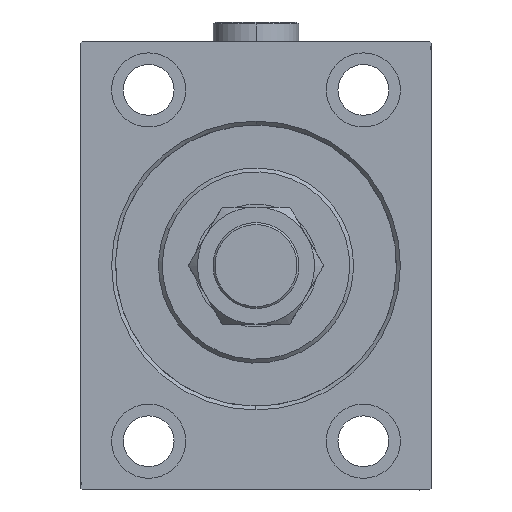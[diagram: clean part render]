
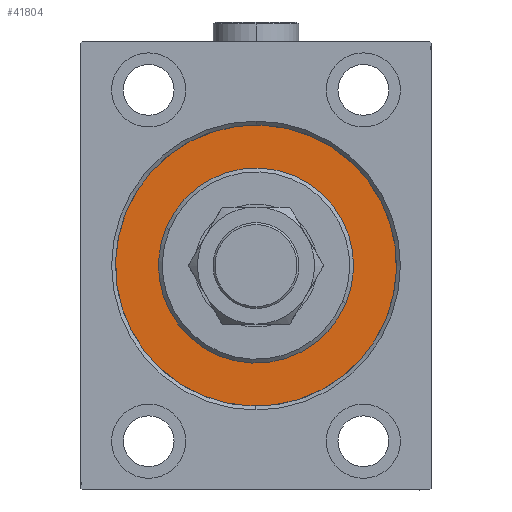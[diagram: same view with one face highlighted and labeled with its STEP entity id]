
A CAD part, left-side view. The second image highlights one B-rep face of the part: STEP entity #41804.
In plain terms, the highlighted face is planar.
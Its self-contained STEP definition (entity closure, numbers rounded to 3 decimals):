
#540 = EDGE_CURVE ( 'NONE', #24137, #6935, #13254, .T. ) ;
#1778 = FACE_BOUND ( 'NONE', #38704, .T. ) ;
#4922 = CIRCLE ( 'NONE', #10958, 25. ) ;
#5105 = FACE_OUTER_BOUND ( 'NONE', #44380, .T. ) ;
#6756 = EDGE_CURVE ( 'NONE', #11759, #38999, #12673, .T. ) ;
#6935 = VERTEX_POINT ( 'NONE', #23684 ) ;
#8370 = CARTESIAN_POINT ( 'NONE',  ( 0., 0., 0. ) ) ;
#8644 = CARTESIAN_POINT ( 'NONE',  ( 0., 0., 0. ) ) ;
#10958 = AXIS2_PLACEMENT_3D ( 'NONE', #34402, #16429, #16186 ) ;
#11759 = VERTEX_POINT ( 'NONE', #37055 ) ;
#11915 = DIRECTION ( 'NONE',  ( 0., 0., 1. ) ) ;
#12673 = CIRCLE ( 'NONE', #13409, 25. ) ;
#13023 = CARTESIAN_POINT ( 'NONE',  ( 0., 0., -25. ) ) ;
#13090 = EDGE_CURVE ( 'NONE', #38999, #11759, #4922, .T. ) ;
#13254 = CIRCLE ( 'NONE', #29118, 36. ) ;
#13409 = AXIS2_PLACEMENT_3D ( 'NONE', #14018, #18048, #17341 ) ;
#14018 = CARTESIAN_POINT ( 'NONE',  ( 0., 0., 0. ) ) ;
#16186 = DIRECTION ( 'NONE',  ( 0., 0., -1. ) ) ;
#16429 = DIRECTION ( 'NONE',  ( 1., 0., 0. ) ) ;
#17341 = DIRECTION ( 'NONE',  ( 0., 0., -1. ) ) ;
#18048 = DIRECTION ( 'NONE',  ( 1., 0., 0. ) ) ;
#18325 = DIRECTION ( 'NONE',  ( -1., 0., 0. ) ) ;
#19528 = DIRECTION ( 'NONE',  ( 0., 0., 1. ) ) ;
#23684 = CARTESIAN_POINT ( 'NONE',  ( 0., 0., 36. ) ) ;
#23823 = DIRECTION ( 'NONE',  ( -1., 0., 0. ) ) ;
#24137 = VERTEX_POINT ( 'NONE', #29230 ) ;
#25539 = ORIENTED_EDGE ( 'NONE', *, *, #540, .F. ) ;
#25737 = ORIENTED_EDGE ( 'NONE', *, *, #6756, .F. ) ;
#25952 = AXIS2_PLACEMENT_3D ( 'NONE', #28061, #23823, #41807 ) ;
#26624 = DIRECTION ( 'NONE',  ( -1., 0., 0. ) ) ;
#28061 = CARTESIAN_POINT ( 'NONE',  ( 0., 0., 0. ) ) ;
#28200 = CIRCLE ( 'NONE', #25952, 36. ) ;
#29118 = AXIS2_PLACEMENT_3D ( 'NONE', #8370, #18325, #11915 ) ;
#29230 = CARTESIAN_POINT ( 'NONE',  ( 0., 0., -36. ) ) ;
#29282 = ORIENTED_EDGE ( 'NONE', *, *, #40708, .F. ) ;
#33496 = PLANE ( 'NONE',  #41104 ) ;
#34196 = ORIENTED_EDGE ( 'NONE', *, *, #13090, .F. ) ;
#34402 = CARTESIAN_POINT ( 'NONE',  ( 0., 0., 0. ) ) ;
#37055 = CARTESIAN_POINT ( 'NONE',  ( 0., 0., 25. ) ) ;
#38704 = EDGE_LOOP ( 'NONE', ( #25737, #34196 ) ) ;
#38999 = VERTEX_POINT ( 'NONE', #13023 ) ;
#40708 = EDGE_CURVE ( 'NONE', #6935, #24137, #28200, .T. ) ;
#41104 = AXIS2_PLACEMENT_3D ( 'NONE', #8644, #26624, #19528 ) ;
#41804 = ADVANCED_FACE ( 'NONE', ( #1778, #5105 ), #33496, .F. ) ;
#41807 = DIRECTION ( 'NONE',  ( 0., 0., 1. ) ) ;
#44380 = EDGE_LOOP ( 'NONE', ( #25539, #29282 ) ) ;
